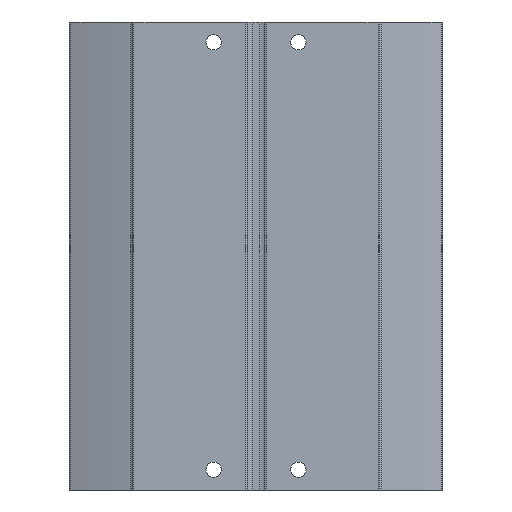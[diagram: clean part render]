
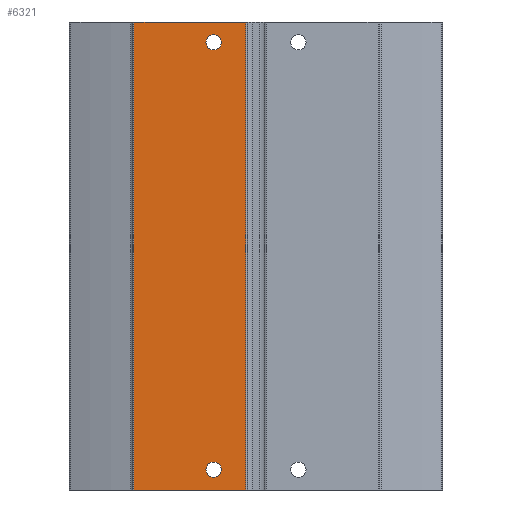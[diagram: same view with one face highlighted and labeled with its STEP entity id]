
A CAD part, front view. The second image highlights one B-rep face of the part: STEP entity #6321.
In plain terms, the highlighted planar face has unit normal (0, -1, 0).
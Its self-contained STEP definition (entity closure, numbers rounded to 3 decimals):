
#263=PLANE('',#6828);
#494=CIRCLE('',#6829,2.25);
#495=CIRCLE('',#6830,2.25);
#929=ORIENTED_EDGE('',*,*,#2561,.F.);
#930=ORIENTED_EDGE('',*,*,#2562,.F.);
#931=ORIENTED_EDGE('',*,*,#2563,.F.);
#932=ORIENTED_EDGE('',*,*,#2560,.F.);
#933=ORIENTED_EDGE('',*,*,#2564,.T.);
#934=ORIENTED_EDGE('',*,*,#2565,.T.);
#2560=EDGE_CURVE('',#3373,#3372,#3958,.T.);
#2561=EDGE_CURVE('',#3374,#3374,#494,.T.);
#2562=EDGE_CURVE('',#3375,#3375,#495,.T.);
#2563=EDGE_CURVE('',#3372,#3376,#3959,.T.);
#2564=EDGE_CURVE('',#3373,#3377,#3960,.T.);
#2565=EDGE_CURVE('',#3377,#3376,#3961,.T.);
#3372=VERTEX_POINT('',#10014);
#3373=VERTEX_POINT('',#10016);
#3374=VERTEX_POINT('',#10020);
#3375=VERTEX_POINT('',#10022);
#3376=VERTEX_POINT('',#10024);
#3377=VERTEX_POINT('',#10026);
#3958=LINE('',#10017,#4405);
#3959=LINE('',#10023,#4406);
#3960=LINE('',#10025,#4407);
#3961=LINE('',#10027,#4408);
#4405=VECTOR('',#7667,1000.);
#4406=VECTOR('',#7674,1000.);
#4407=VECTOR('',#7675,1000.);
#4408=VECTOR('',#7676,1000.);
#4863=EDGE_LOOP('',(#929));
#4864=EDGE_LOOP('',(#930));
#4865=EDGE_LOOP('',(#931,#932,#933,#934));
#5544=FACE_BOUND('',#4863,.T.);
#5545=FACE_BOUND('',#4864,.T.);
#5546=FACE_BOUND('',#4865,.T.);
#6321=ADVANCED_FACE('',(#5544,#5545,#5546),#263,.T.);
#6828=AXIS2_PLACEMENT_3D('',#10018,#7668,#7669);
#6829=AXIS2_PLACEMENT_3D('',#10019,#7670,#7671);
#6830=AXIS2_PLACEMENT_3D('',#10021,#7672,#7673);
#7667=DIRECTION('',(0.,0.,1.));
#7668=DIRECTION('',(0.,-1.,0.));
#7669=DIRECTION('',(0.,0.,-1.));
#7670=DIRECTION('',(0.,-1.,0.));
#7671=DIRECTION('',(0.,0.,-1.));
#7672=DIRECTION('',(0.,-1.,0.));
#7673=DIRECTION('',(0.,0.,-1.));
#7674=DIRECTION('',(1.,0.,0.));
#7675=DIRECTION('',(1.,0.,0.));
#7676=DIRECTION('',(0.,0.,1.));
#10014=CARTESIAN_POINT('',(-36.,0.,0.));
#10016=CARTESIAN_POINT('',(-36.,0.,-138.));
#10017=CARTESIAN_POINT('',(-36.,0.,-138.));
#10018=CARTESIAN_POINT('',(-36.,0.,-138.));
#10019=CARTESIAN_POINT('',(-12.5,0.,-132.));
#10020=CARTESIAN_POINT('',(-12.5,0.,-134.25));
#10021=CARTESIAN_POINT('',(-12.5,0.,-6.));
#10022=CARTESIAN_POINT('',(-12.5,0.,-8.25));
#10023=CARTESIAN_POINT('',(-36.,0.,0.));
#10024=CARTESIAN_POINT('',(-3.,0.,0.));
#10025=CARTESIAN_POINT('',(-36.,0.,-138.));
#10026=CARTESIAN_POINT('',(-3.,0.,-138.));
#10027=CARTESIAN_POINT('',(-3.,0.,-138.));
